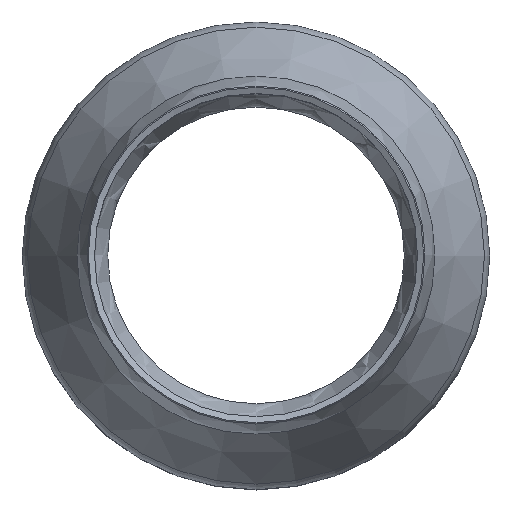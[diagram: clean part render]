
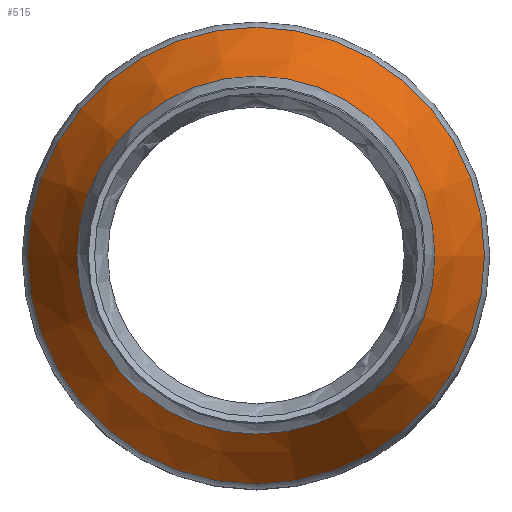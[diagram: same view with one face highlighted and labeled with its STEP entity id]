
A CAD part, top view. The second image highlights one B-rep face of the part: STEP entity #515.
In plain terms, the highlighted conical face has half-angle 26.363 degrees and reference radius 468.76 mm.
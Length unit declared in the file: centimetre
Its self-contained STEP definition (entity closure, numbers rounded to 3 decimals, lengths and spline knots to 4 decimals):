
#70=FACE_OUTER_BOUND('',#100,.T.);
#100=EDGE_LOOP('',(#442,#443,#444,#445,#446));
#120=LINE('',#1246,#139);
#139=VECTOR('',#757,46.876);
#193=CIRCLE('',#591,53.7519);
#194=CIRCLE('',#592,53.7519);
#195=CIRCLE('',#593,40.);
#242=VERTEX_POINT('',#1241);
#243=VERTEX_POINT('',#1242);
#244=VERTEX_POINT('',#1245);
#311=EDGE_CURVE('',#242,#243,#193,.T.);
#312=EDGE_CURVE('',#243,#242,#194,.T.);
#313=EDGE_CURVE('',#243,#244,#120,.T.);
#314=EDGE_CURVE('',#244,#244,#195,.T.);
#442=ORIENTED_EDGE('',*,*,#311,.F.);
#443=ORIENTED_EDGE('',*,*,#312,.F.);
#444=ORIENTED_EDGE('',*,*,#313,.T.);
#445=ORIENTED_EDGE('',*,*,#314,.T.);
#446=ORIENTED_EDGE('',*,*,#313,.F.);
#487=CONICAL_SURFACE('',#590,46.876,0.46);
#515=ADVANCED_FACE('',(#70),#487,.T.);
#590=AXIS2_PLACEMENT_3D('',#1240,#751,#752);
#591=AXIS2_PLACEMENT_3D('',#1243,#753,#754);
#592=AXIS2_PLACEMENT_3D('',#1244,#755,#756);
#593=AXIS2_PLACEMENT_3D('',#1247,#758,#759);
#751=DIRECTION('center_axis',(0.,0.,-1.));
#752=DIRECTION('ref_axis',(-1.,0.,0.));
#753=DIRECTION('center_axis',(0.,0.,-1.));
#754=DIRECTION('ref_axis',(1.,0.,0.));
#755=DIRECTION('center_axis',(0.,0.,-1.));
#756=DIRECTION('ref_axis',(1.,0.,0.));
#757=DIRECTION('',(-0.444,0.,0.896));
#758=DIRECTION('center_axis',(0.,0.,-1.));
#759=DIRECTION('ref_axis',(1.,0.,0.));
#1240=CARTESIAN_POINT('Origin',(456.2274,361.3375,8.625));
#1241=CARTESIAN_POINT('',(456.2274,307.5855,-5.2488));
#1242=CARTESIAN_POINT('',(509.9793,361.3375,-5.2488));
#1243=CARTESIAN_POINT('Origin',(456.2274,361.3375,-5.2488));
#1244=CARTESIAN_POINT('Origin',(456.2274,361.3375,-5.2488));
#1245=CARTESIAN_POINT('',(496.2274,361.3375,22.4987));
#1246=CARTESIAN_POINT('',(503.1034,361.3375,8.625));
#1247=CARTESIAN_POINT('Origin',(456.2274,361.3375,22.4987));
